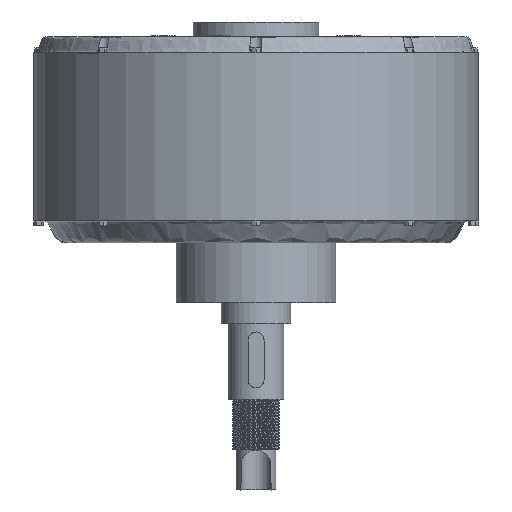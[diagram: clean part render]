
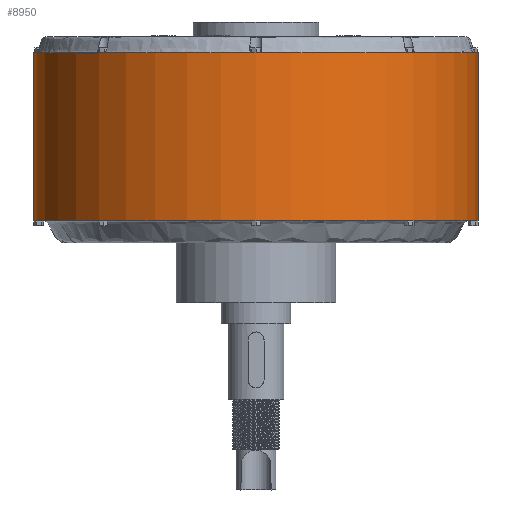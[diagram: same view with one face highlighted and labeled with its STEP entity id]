
A CAD part, front view. The second image highlights one B-rep face of the part: STEP entity #8950.
In plain terms, the highlighted cylindrical face has radius 111 mm (diameter 222 mm), a full revolution.
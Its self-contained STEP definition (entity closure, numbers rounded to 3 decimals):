
#737=FACE_OUTER_BOUND('',#1268,.T.);
#1268=EDGE_LOOP('',(#8062,#8063,#8064,#8065,#8066,#8067,#8068,#8069,#8070,
#8071,#8072,#8073,#8074,#8075,#8076,#8077,#8078,#8079));
#1342=CIRCLE('',#9306,111.);
#1345=CIRCLE('',#9310,111.);
#1346=CIRCLE('',#9319,111.);
#1349=CIRCLE('',#9323,111.);
#1351=CIRCLE('',#9333,111.);
#1352=CIRCLE('',#9335,111.);
#1354=CIRCLE('',#9345,111.);
#1356=CIRCLE('',#9355,111.);
#1366=CIRCLE('',#9458,111.);
#1368=CIRCLE('',#9460,111.);
#1370=CIRCLE('',#9462,111.);
#1373=CIRCLE('',#9465,111.);
#1375=CIRCLE('',#9467,111.);
#1377=CIRCLE('',#9469,111.);
#1379=CIRCLE('',#9471,111.);
#1380=CIRCLE('',#9472,111.);
#2630=LINE('',#37053,#3213);
#3213=VECTOR('',#11318,111.);
#3720=VERTEX_POINT('',#20070);
#3723=VERTEX_POINT('',#20120);
#3727=VERTEX_POINT('',#20189);
#3731=VERTEX_POINT('',#20254);
#3734=VERTEX_POINT('',#20304);
#3737=VERTEX_POINT('',#20326);
#3741=VERTEX_POINT('',#20379);
#3858=VERTEX_POINT('',#25517);
#3862=VERTEX_POINT('',#25533);
#3869=VERTEX_POINT('',#25549);
#3878=VERTEX_POINT('',#25574);
#3882=VERTEX_POINT('',#25590);
#3889=VERTEX_POINT('',#25606);
#3900=VERTEX_POINT('',#25637);
#3905=VERTEX_POINT('',#25653);
#4045=VERTEX_POINT('',#26403);
#4980=EDGE_CURVE('',#3858,#3862,#1342,.T.);
#4989=EDGE_CURVE('',#3869,#3858,#1345,.T.);
#5008=EDGE_CURVE('',#3878,#3882,#1346,.T.);
#5017=EDGE_CURVE('',#3889,#3878,#1349,.T.);
#5040=EDGE_CURVE('',#3905,#3900,#1351,.T.);
#5041=EDGE_CURVE('',#3900,#3869,#1352,.T.);
#5061=EDGE_CURVE('',#3882,#3905,#1354,.T.);
#5081=EDGE_CURVE('',#3862,#3889,#1356,.T.);
#5286=EDGE_CURVE('',#3720,#3723,#1366,.T.);
#5288=EDGE_CURVE('',#3727,#3741,#1368,.T.);
#5290=EDGE_CURVE('',#4045,#3727,#1370,.T.);
#5293=EDGE_CURVE('',#3731,#3720,#1373,.T.);
#5295=EDGE_CURVE('',#3741,#3731,#1375,.T.);
#5297=EDGE_CURVE('',#3734,#4045,#1377,.T.);
#5299=EDGE_CURVE('',#3737,#3734,#1379,.T.);
#5300=EDGE_CURVE('',#3723,#3737,#1380,.T.);
#5428=EDGE_CURVE('',#3900,#3737,#2630,.T.);
#8062=ORIENTED_EDGE('',*,*,#5017,.F.);
#8063=ORIENTED_EDGE('',*,*,#5081,.F.);
#8064=ORIENTED_EDGE('',*,*,#4980,.F.);
#8065=ORIENTED_EDGE('',*,*,#4989,.F.);
#8066=ORIENTED_EDGE('',*,*,#5041,.F.);
#8067=ORIENTED_EDGE('',*,*,#5428,.T.);
#8068=ORIENTED_EDGE('',*,*,#5299,.T.);
#8069=ORIENTED_EDGE('',*,*,#5297,.T.);
#8070=ORIENTED_EDGE('',*,*,#5290,.T.);
#8071=ORIENTED_EDGE('',*,*,#5288,.T.);
#8072=ORIENTED_EDGE('',*,*,#5295,.T.);
#8073=ORIENTED_EDGE('',*,*,#5293,.T.);
#8074=ORIENTED_EDGE('',*,*,#5286,.T.);
#8075=ORIENTED_EDGE('',*,*,#5300,.T.);
#8076=ORIENTED_EDGE('',*,*,#5428,.F.);
#8077=ORIENTED_EDGE('',*,*,#5040,.F.);
#8078=ORIENTED_EDGE('',*,*,#5061,.F.);
#8079=ORIENTED_EDGE('',*,*,#5008,.F.);
#8450=CYLINDRICAL_SURFACE('',#9556,111.);
#8950=ADVANCED_FACE('',(#737),#8450,.T.);
#9306=AXIS2_PLACEMENT_3D('',#25534,#10521,#10522);
#9310=AXIS2_PLACEMENT_3D('',#25551,#10535,#10536);
#9319=AXIS2_PLACEMENT_3D('',#25591,#10571,#10572);
#9323=AXIS2_PLACEMENT_3D('',#25608,#10585,#10586);
#9333=AXIS2_PLACEMENT_3D('',#25655,#10626,#10627);
#9335=AXIS2_PLACEMENT_3D('',#25657,#10630,#10631);
#9345=AXIS2_PLACEMENT_3D('',#25695,#10668,#10669);
#9355=AXIS2_PLACEMENT_3D('',#25733,#10706,#10707);
#9458=AXIS2_PLACEMENT_3D('',#26628,#11095,#11096);
#9460=AXIS2_PLACEMENT_3D('',#26720,#11099,#11100);
#9462=AXIS2_PLACEMENT_3D('',#26812,#11103,#11104);
#9465=AXIS2_PLACEMENT_3D('',#26905,#11109,#11110);
#9467=AXIS2_PLACEMENT_3D('',#26997,#11113,#11114);
#9469=AXIS2_PLACEMENT_3D('',#27089,#11117,#11118);
#9471=AXIS2_PLACEMENT_3D('',#27181,#11121,#11122);
#9472=AXIS2_PLACEMENT_3D('',#27272,#11123,#11124);
#9556=AXIS2_PLACEMENT_3D('',#37052,#11316,#11317);
#10521=DIRECTION('center_axis',(0.,0.,-1.));
#10522=DIRECTION('ref_axis',(1.,0.,0.));
#10535=DIRECTION('center_axis',(0.,0.,-1.));
#10536=DIRECTION('ref_axis',(1.,0.,0.));
#10571=DIRECTION('center_axis',(0.,0.,-1.));
#10572=DIRECTION('ref_axis',(1.,0.,0.));
#10585=DIRECTION('center_axis',(0.,0.,-1.));
#10586=DIRECTION('ref_axis',(1.,0.,0.));
#10626=DIRECTION('center_axis',(0.,0.,-1.));
#10627=DIRECTION('ref_axis',(1.,0.,0.));
#10630=DIRECTION('center_axis',(0.,0.,-1.));
#10631=DIRECTION('ref_axis',(1.,0.,0.));
#10668=DIRECTION('center_axis',(0.,0.,-1.));
#10669=DIRECTION('ref_axis',(1.,0.,0.));
#10706=DIRECTION('center_axis',(0.,0.,-1.));
#10707=DIRECTION('ref_axis',(1.,0.,0.));
#11095=DIRECTION('center_axis',(0.,0.,-1.));
#11096=DIRECTION('ref_axis',(1.,0.,0.));
#11099=DIRECTION('center_axis',(0.,0.,-1.));
#11100=DIRECTION('ref_axis',(1.,0.,0.));
#11103=DIRECTION('center_axis',(0.,0.,-1.));
#11104=DIRECTION('ref_axis',(1.,0.,0.));
#11109=DIRECTION('center_axis',(0.,0.,-1.));
#11110=DIRECTION('ref_axis',(1.,0.,0.));
#11113=DIRECTION('center_axis',(0.,0.,-1.));
#11114=DIRECTION('ref_axis',(1.,0.,0.));
#11117=DIRECTION('center_axis',(0.,0.,-1.));
#11118=DIRECTION('ref_axis',(1.,0.,0.));
#11121=DIRECTION('center_axis',(0.,0.,-1.));
#11122=DIRECTION('ref_axis',(1.,0.,0.));
#11123=DIRECTION('center_axis',(0.,0.,-1.));
#11124=DIRECTION('ref_axis',(1.,0.,0.));
#11316=DIRECTION('center_axis',(0.,0.,-1.));
#11317=DIRECTION('ref_axis',(0.,1.,0.));
#11318=DIRECTION('',(0.,0.,1.));
#20070=CARTESIAN_POINT('',(111.,0.,-8.));
#20120=CARTESIAN_POINT('',(78.489,-78.489,-8.));
#20189=CARTESIAN_POINT('',(-78.489,78.489,-8.));
#20254=CARTESIAN_POINT('',(78.489,78.489,-8.));
#20304=CARTESIAN_POINT('',(-78.489,-78.489,-8.));
#20326=CARTESIAN_POINT('',(0.,-111.,-8.));
#20379=CARTESIAN_POINT('',(0.,111.,-8.));
#25517=CARTESIAN_POINT('',(-111.,0.,-92.));
#25533=CARTESIAN_POINT('',(-78.489,78.489,-92.));
#25534=CARTESIAN_POINT('Origin',(0.,0.,-92.));
#25549=CARTESIAN_POINT('',(-78.489,-78.489,-92.));
#25551=CARTESIAN_POINT('Origin',(0.,0.,-92.));
#25574=CARTESIAN_POINT('',(78.489,78.489,-92.));
#25590=CARTESIAN_POINT('',(111.,0.,-92.));
#25591=CARTESIAN_POINT('Origin',(0.,0.,-92.));
#25606=CARTESIAN_POINT('',(0.,111.,-92.));
#25608=CARTESIAN_POINT('Origin',(0.,0.,-92.));
#25637=CARTESIAN_POINT('',(0.,-111.,-92.));
#25653=CARTESIAN_POINT('',(78.489,-78.489,-92.));
#25655=CARTESIAN_POINT('Origin',(0.,0.,-92.));
#25657=CARTESIAN_POINT('Origin',(0.,0.,-92.));
#25695=CARTESIAN_POINT('Origin',(0.,0.,-92.));
#25733=CARTESIAN_POINT('Origin',(0.,0.,-92.));
#26403=CARTESIAN_POINT('',(-111.,0.,-8.));
#26628=CARTESIAN_POINT('Origin',(0.,0.,-8.));
#26720=CARTESIAN_POINT('Origin',(0.,0.,-8.));
#26812=CARTESIAN_POINT('Origin',(0.,0.,-8.));
#26905=CARTESIAN_POINT('Origin',(0.,0.,-8.));
#26997=CARTESIAN_POINT('Origin',(0.,0.,-8.));
#27089=CARTESIAN_POINT('Origin',(0.,0.,-8.));
#27181=CARTESIAN_POINT('Origin',(0.,0.,-8.));
#27272=CARTESIAN_POINT('Origin',(0.,0.,-8.));
#37052=CARTESIAN_POINT('Origin',(0.,0.,-50.));
#37053=CARTESIAN_POINT('',(0.,-111.,-50.));
